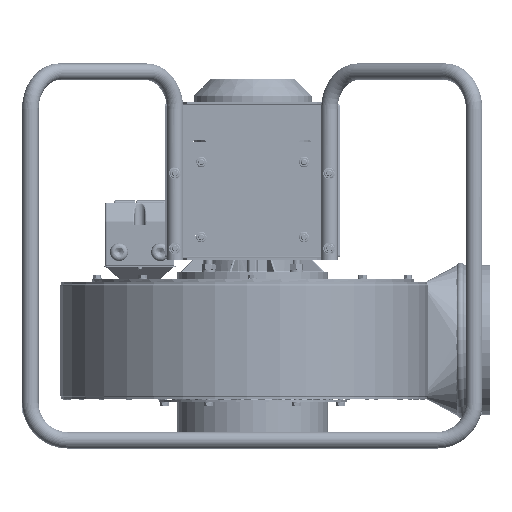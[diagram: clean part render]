
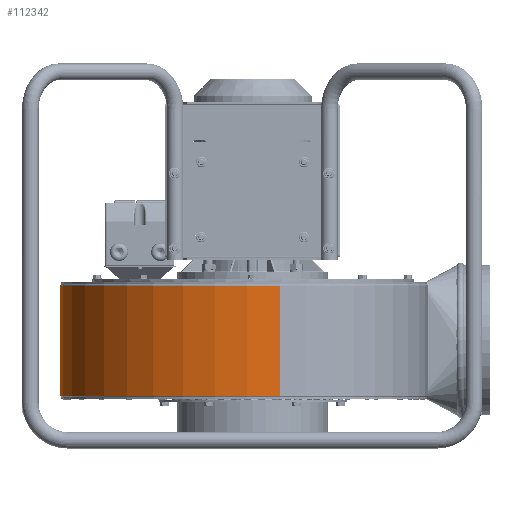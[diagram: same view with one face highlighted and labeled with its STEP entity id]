
A CAD part, front view. The second image highlights one B-rep face of the part: STEP entity #112342.
In plain terms, the highlighted cylindrical face has radius 256.05 mm (diameter 512.1 mm), a partial arc.
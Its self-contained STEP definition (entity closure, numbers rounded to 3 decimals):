
#13532=FACE_OUTER_BOUND('',#20336,.T.);
#20336=EDGE_LOOP('',(#89807,#89808,#89809,#89810));
#29322=LINE('',#190962,#37523);
#29324=LINE('',#190970,#37525);
#37523=VECTOR('',#140347,10.);
#37525=VECTOR('',#140355,10.);
#41416=CIRCLE('',#119685,256.05);
#41417=CIRCLE('',#119686,256.05);
#50582=VERTEX_POINT('',#190958);
#50584=VERTEX_POINT('',#190961);
#50586=VERTEX_POINT('',#190967);
#50587=VERTEX_POINT('',#190969);
#64189=EDGE_CURVE('',#50582,#50584,#29322,.T.);
#64192=EDGE_CURVE('',#50586,#50582,#41416,.T.);
#64193=EDGE_CURVE('',#50586,#50587,#29324,.T.);
#64194=EDGE_CURVE('',#50584,#50587,#41417,.T.);
#89807=ORIENTED_EDGE('',*,*,#64192,.F.);
#89808=ORIENTED_EDGE('',*,*,#64193,.T.);
#89809=ORIENTED_EDGE('',*,*,#64194,.F.);
#89810=ORIENTED_EDGE('',*,*,#64189,.F.);
#101132=CYLINDRICAL_SURFACE('',#119684,256.05);
#112342=ADVANCED_FACE('',(#13532),#101132,.T.);
#119684=AXIS2_PLACEMENT_3D('',#190966,#140351,#140352);
#119685=AXIS2_PLACEMENT_3D('',#190968,#140353,#140354);
#119686=AXIS2_PLACEMENT_3D('',#190971,#140356,#140357);
#140347=DIRECTION('',(0.,0.,1.));
#140351=DIRECTION('center_axis',(0.,0.,1.));
#140352=DIRECTION('ref_axis',(-1.,0.,0.));
#140353=DIRECTION('center_axis',(0.,0.,-1.));
#140354=DIRECTION('ref_axis',(-0.655,-0.755,0.));
#140355=DIRECTION('',(0.,0.,1.));
#140356=DIRECTION('center_axis',(0.,0.,1.));
#140357=DIRECTION('ref_axis',(-0.655,-0.755,0.));
#190958=CARTESIAN_POINT('',(-269.35,17.,-148.125));
#190961=CARTESIAN_POINT('',(-269.35,17.,-1.875));
#190962=CARTESIAN_POINT('',(-269.35,17.,0.));
#190966=CARTESIAN_POINT('Origin',(-13.3,17.,-75.));
#190967=CARTESIAN_POINT('',(22.767,-236.497,-148.125));
#190968=CARTESIAN_POINT('Origin',(-13.3,17.,-148.125));
#190969=CARTESIAN_POINT('',(22.767,-236.497,-1.875));
#190970=CARTESIAN_POINT('',(22.767,-236.497,0.));
#190971=CARTESIAN_POINT('Origin',(-13.3,17.,-1.875));
